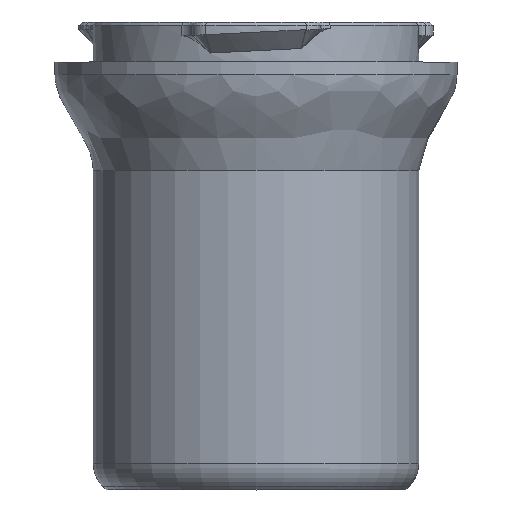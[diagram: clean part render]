
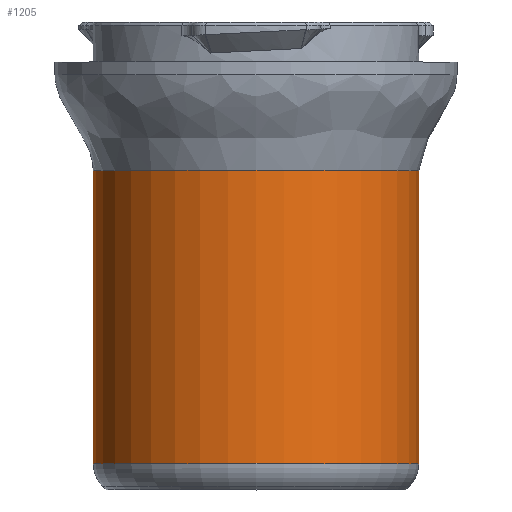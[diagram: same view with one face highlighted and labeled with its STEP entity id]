
A CAD part, top view. The second image highlights one B-rep face of the part: STEP entity #1205.
In plain terms, the highlighted cylindrical face has radius 25.5 mm (diameter 51 mm), a full revolution.
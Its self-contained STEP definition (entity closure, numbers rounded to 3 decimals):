
#132=CYLINDRICAL_SURFACE('',#1316,25.5);
#201=FACE_OUTER_BOUND('',#275,.T.);
#275=EDGE_LOOP('',(#1083,#1084,#1085,#1086,#1087));
#327=CIRCLE('',#1312,25.5);
#328=CIRCLE('',#1313,25.5);
#330=CIRCLE('',#1317,25.5);
#397=LINE('',#2641,#463);
#463=VECTOR('',#1574,25.5);
#570=VERTEX_POINT('',#2631);
#571=VERTEX_POINT('',#2633);
#572=VERTEX_POINT('',#2640);
#746=EDGE_CURVE('',#570,#571,#327,.T.);
#747=EDGE_CURVE('',#571,#570,#328,.T.);
#750=EDGE_CURVE('',#571,#572,#397,.T.);
#751=EDGE_CURVE('',#572,#572,#330,.T.);
#1083=ORIENTED_EDGE('',*,*,#747,.F.);
#1084=ORIENTED_EDGE('',*,*,#750,.T.);
#1085=ORIENTED_EDGE('',*,*,#751,.F.);
#1086=ORIENTED_EDGE('',*,*,#750,.F.);
#1087=ORIENTED_EDGE('',*,*,#746,.F.);
#1205=ADVANCED_FACE('',(#201),#132,.T.);
#1312=AXIS2_PLACEMENT_3D('',#2634,#1563,#1564);
#1313=AXIS2_PLACEMENT_3D('',#2635,#1565,#1566);
#1316=AXIS2_PLACEMENT_3D('',#2639,#1572,#1573);
#1317=AXIS2_PLACEMENT_3D('',#2642,#1575,#1576);
#1563=DIRECTION('center_axis',(0.,-1.,0.));
#1564=DIRECTION('ref_axis',(1.,0.,0.));
#1565=DIRECTION('center_axis',(0.,-1.,0.));
#1566=DIRECTION('ref_axis',(1.,0.,0.));
#1572=DIRECTION('center_axis',(0.,-1.,0.));
#1573=DIRECTION('ref_axis',(1.,0.,0.));
#1574=DIRECTION('',(0.,1.,0.));
#1575=DIRECTION('center_axis',(0.,1.,0.));
#1576=DIRECTION('ref_axis',(1.,0.,0.));
#2631=CARTESIAN_POINT('',(0.,-62.929,25.5));
#2633=CARTESIAN_POINT('',(-25.5,-62.929,0.));
#2634=CARTESIAN_POINT('Origin',(0.,-62.929,0.));
#2635=CARTESIAN_POINT('Origin',(0.,-62.929,0.));
#2639=CARTESIAN_POINT('Origin',(0.,-17.,0.));
#2640=CARTESIAN_POINT('',(-25.5,-17.,0.));
#2641=CARTESIAN_POINT('',(-25.5,-17.,0.));
#2642=CARTESIAN_POINT('Origin',(0.,-17.,0.));
